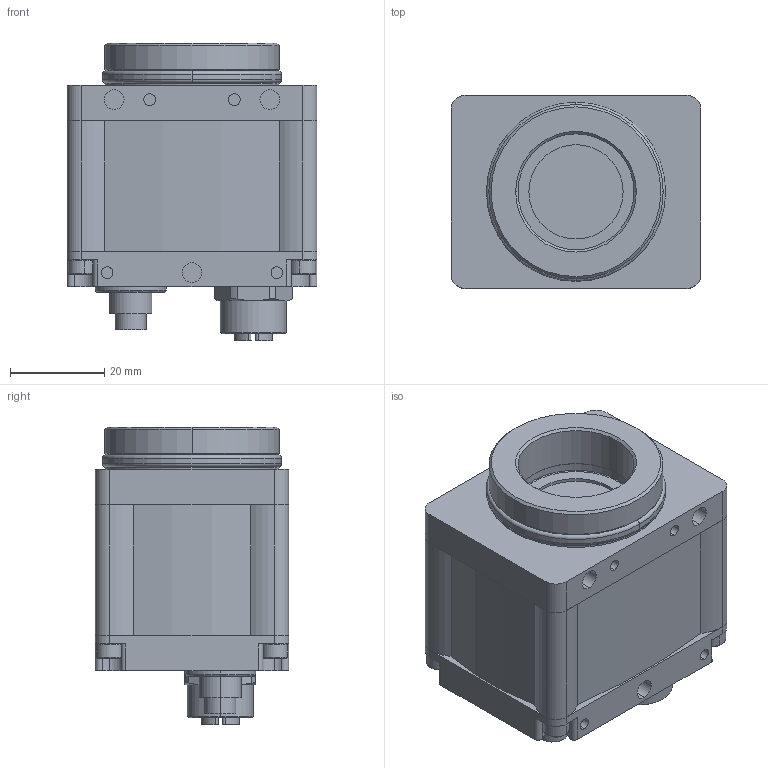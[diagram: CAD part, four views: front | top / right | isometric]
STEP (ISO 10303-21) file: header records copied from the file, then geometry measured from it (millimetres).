
FILE_DESCRIPTION (( 'STEP AP203' ), '1' );
FILE_NAME ('volume-gige-ueye-fa-housed.STEP', '2019-05-15T06:30:12', ( '' ), ( '' ), 'SwSTEP 2.0', 'SolidWorks 2018', '' );
FILE_SCHEMA (( 'CONFIG_CONTROL_DESIGN' ));
Products named in the file (1): volume-gige-ueye-fa-housed
Bounding box: 53 x 41 x 63.2 mm (x, y, z)
Volume: 94405.4 mm3; surface area: 17504.1 mm2
Topology: 3 solids, 3 shells, 1119 faces, 2722 edges, 1663 vertices
Faces by surface type: cylinder 348, plane 333, torus 227, bspline 126, sphere 48, cone 37
Entity records: 39782 total; most frequent: CARTESIAN_POINT 14273, ORIENTED_EDGE 5380, DIRECTION 5263, EDGE_CURVE 2690, AXIS2_PLACEMENT_3D 2076, VERTEX_POINT 1663, EDGE_LOOP 1205, FACE_OUTER_BOUND 1119
